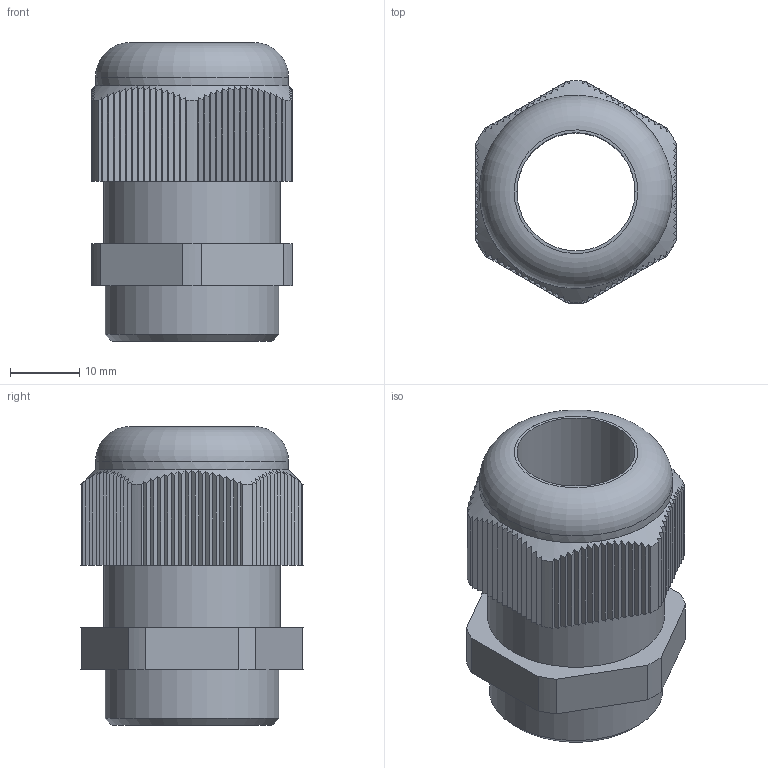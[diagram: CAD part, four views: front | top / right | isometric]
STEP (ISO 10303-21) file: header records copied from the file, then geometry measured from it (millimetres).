
FILE_DESCRIPTION((''),'2;1');
FILE_NAME('12002600_MBF25.stp','2013-01-08T12:53:04',('kotzmaier'),(''),'Autodesk Inventor 2013','Autodesk Inventor 2013','');
FILE_SCHEMA(('CONFIG_CONTROL_DESIGN'));
Length unit declared in the file: millimetre
Products named in the file (1): MBF25_3DSYM PART1
Bounding box: 29 x 32 x 43.03 mm (x, y, z)
Volume: 16027.9 mm3; surface area: 7647.4 mm2
Topology: 1 solids, 1 shells, 210 faces, 615 edges, 410 vertices
Faces by surface type: plane 191, cylinder 16, cone 2, torus 1
Full cylindrical faces by diameter (mm): 17 x1, 25 x1, 25.5 x1, 27.8 x1
Entity records: 6632 total; most frequent: CARTESIAN_POINT 1581, ORIENTED_EDGE 1208, DIRECTION 880, EDGE_CURVE 604, VERTEX_POINT 406, VECTOR 390, LINE 390, AXIS2_PLACEMENT_3D 245
